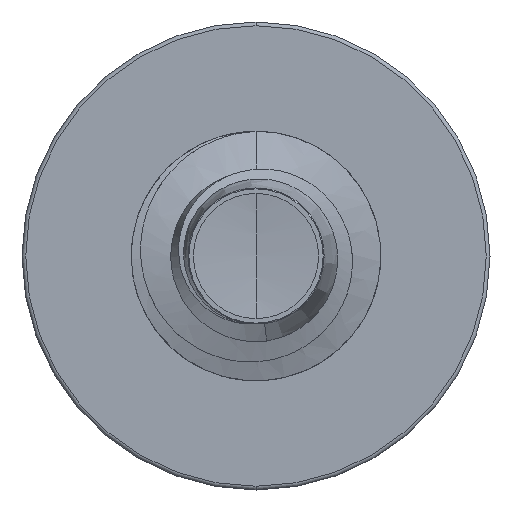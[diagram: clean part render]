
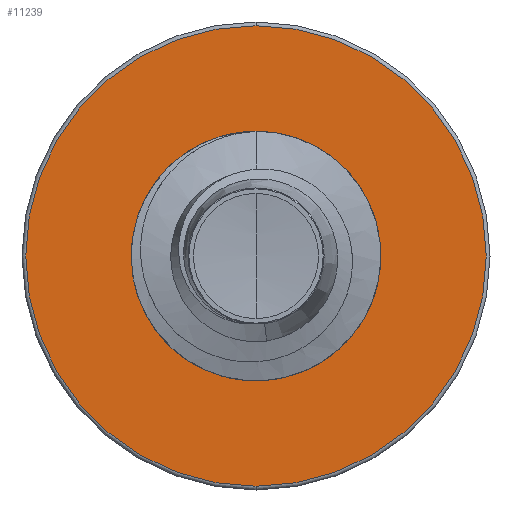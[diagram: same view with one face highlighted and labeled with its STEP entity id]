
A CAD part, front view. The second image highlights one B-rep face of the part: STEP entity #11239.
In plain terms, the highlighted planar face has unit normal (0, -1, 0).
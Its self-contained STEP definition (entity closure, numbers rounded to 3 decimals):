
#269 = AXIS2_PLACEMENT_3D ( 'NONE', #10400, #5593, #10880 ) ;
#1042 = DIRECTION ( 'NONE',  ( 0., 0., 1. ) ) ;
#1049 = DIRECTION ( 'NONE',  ( 0., 1., 0. ) ) ;
#1062 = AXIS2_PLACEMENT_3D ( 'NONE', #9930, #4530, #10417 ) ;
#1084 = CARTESIAN_POINT ( 'NONE',  ( 0., 6., 0. ) ) ;
#1381 = CIRCLE ( 'NONE', #8551, 3.69 ) ;
#1539 = EDGE_CURVE ( 'NONE', #4456, #10006, #1381, .T. ) ;
#2328 = EDGE_LOOP ( 'NONE', ( #10311, #3499 ) ) ;
#2819 = VERTEX_POINT ( 'NONE', #9554 ) ;
#3024 = CARTESIAN_POINT ( 'NONE',  ( 0., 6., -1.989 ) ) ;
#3173 = CIRCLE ( 'NONE', #269, 1.989 ) ;
#3218 = DIRECTION ( 'NONE',  ( 0., 1., 0. ) ) ;
#3499 = ORIENTED_EDGE ( 'NONE', *, *, #7583, .F. ) ;
#4190 = PLANE ( 'NONE',  #8888 ) ;
#4456 = VERTEX_POINT ( 'NONE', #11194 ) ;
#4530 = DIRECTION ( 'NONE',  ( 0., 1., 0. ) ) ;
#5283 = DIRECTION ( 'NONE',  ( 0., 0., 1. ) ) ;
#5593 = DIRECTION ( 'NONE',  ( 0., 1., 0. ) ) ;
#5663 = FACE_OUTER_BOUND ( 'NONE', #2328, .T. ) ;
#6204 = FACE_BOUND ( 'NONE', #8511, .T. ) ;
#6580 = ORIENTED_EDGE ( 'NONE', *, *, #6873, .T. ) ;
#6820 = EDGE_CURVE ( 'NONE', #2819, #9574, #3173, .T. ) ;
#6873 = EDGE_CURVE ( 'NONE', #9574, #2819, #9970, .T. ) ;
#7583 = EDGE_CURVE ( 'NONE', #10006, #4456, #10360, .T. ) ;
#7642 = AXIS2_PLACEMENT_3D ( 'NONE', #9204, #3218, #9813 ) ;
#8159 = CARTESIAN_POINT ( 'NONE',  ( 0., 6., -3.69 ) ) ;
#8292 = ORIENTED_EDGE ( 'NONE', *, *, #6820, .T. ) ;
#8511 = EDGE_LOOP ( 'NONE', ( #8292, #6580 ) ) ;
#8551 = AXIS2_PLACEMENT_3D ( 'NONE', #1084, #1049, #1042 ) ;
#8888 = AXIS2_PLACEMENT_3D ( 'NONE', #9142, #11203, #5283 ) ;
#9142 = CARTESIAN_POINT ( 'NONE',  ( 0., 6., -1.989 ) ) ;
#9204 = CARTESIAN_POINT ( 'NONE',  ( 0., 6., 0. ) ) ;
#9554 = CARTESIAN_POINT ( 'NONE',  ( 0., 6., 1.989 ) ) ;
#9574 = VERTEX_POINT ( 'NONE', #3024 ) ;
#9813 = DIRECTION ( 'NONE',  ( 0., 0., 1. ) ) ;
#9930 = CARTESIAN_POINT ( 'NONE',  ( 0., 6., 0. ) ) ;
#9970 = CIRCLE ( 'NONE', #1062, 1.989 ) ;
#10006 = VERTEX_POINT ( 'NONE', #8159 ) ;
#10311 = ORIENTED_EDGE ( 'NONE', *, *, #1539, .F. ) ;
#10360 = CIRCLE ( 'NONE', #7642, 3.69 ) ;
#10400 = CARTESIAN_POINT ( 'NONE',  ( 0., 6., 0. ) ) ;
#10417 = DIRECTION ( 'NONE',  ( 0., 0., 1. ) ) ;
#10880 = DIRECTION ( 'NONE',  ( 0., 0., 1. ) ) ;
#11194 = CARTESIAN_POINT ( 'NONE',  ( 0., 6., 3.69 ) ) ;
#11203 = DIRECTION ( 'NONE',  ( 0., 1., 0. ) ) ;
#11239 = ADVANCED_FACE ( 'NONE', ( #5663, #6204 ), #4190, .F. ) ;
